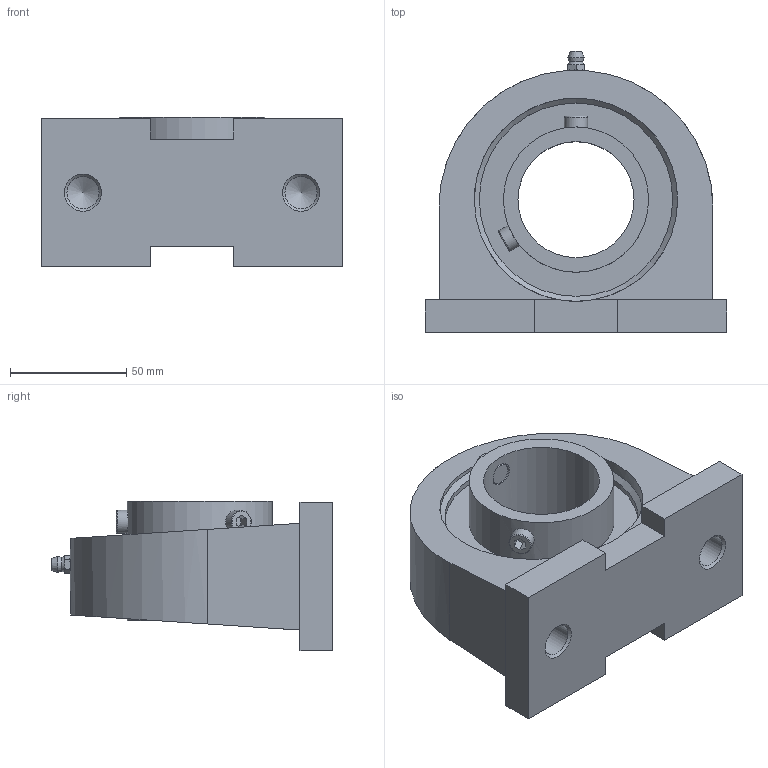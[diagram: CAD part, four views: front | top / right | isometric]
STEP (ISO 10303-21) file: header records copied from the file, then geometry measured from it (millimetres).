
FILE_DESCRIPTION( ( 'STEP AP214' ), ' ' );
FILE_NAME( 'UCPA210J.stp', '2018-05-29T15:00:24', ( '' ), ( '' ), ' ', 'PARTsolutions', ' ' );
FILE_SCHEMA( ( 'AUTOMOTIVE_DESIGN { 1 0 10303 214 1 1 1 1 }' ) );
Length unit declared in the file: millimetre
Products named in the file (2): UCPA210J; _UCPA2102-Housing
Assembly tree (1 placements, depth 2):
  UCPA210J
    _UCPA2102-Housing
Bounding box: 130 x 121.1 x 64.6 mm (x, y, z)
Volume: 391849.9 mm3; surface area: 63899.6 mm2
Topology: 1 solids, 1 shells, 89 faces, 208 edges, 130 vertices
Faces by surface type: plane 48, cone 23, cylinder 16, torus 2
Full cylindrical faces by diameter (mm): 10 x4, 13.835 x2, 50 x1, 62.6 x2, 83.34 x2, 87.64 x2
Entity records: 3428 total; most frequent: CARTESIAN_POINT 835, DIRECTION 372, ORIENTED_EDGE 342, EDGE_CURVE 171, AXIS2_PLACEMENT_3D 140, EDGE_LOOP 126, VERTEX_POINT 121, FACE_OUTER_BOUND 104
